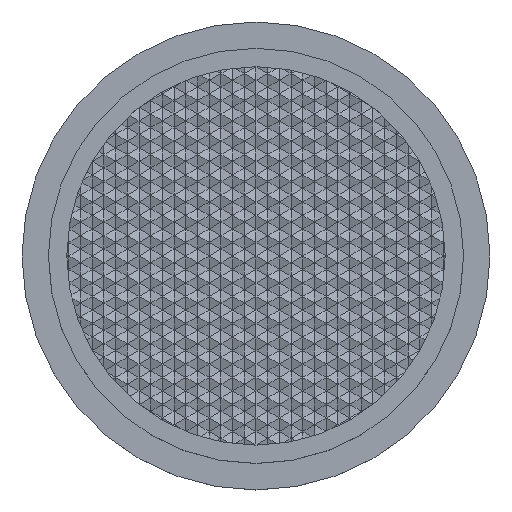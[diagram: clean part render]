
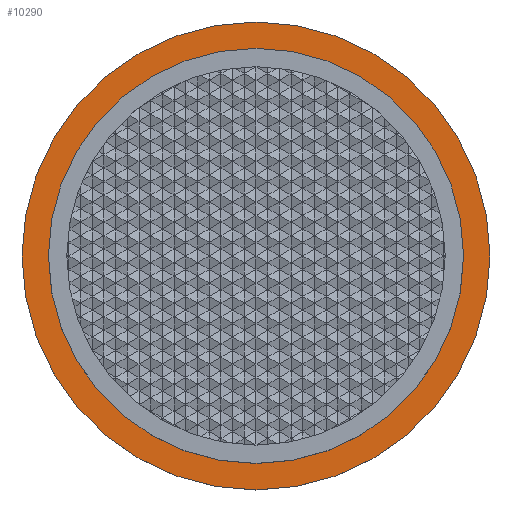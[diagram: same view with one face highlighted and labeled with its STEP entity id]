
A CAD part, top view. The second image highlights one B-rep face of the part: STEP entity #10290.
In plain terms, the highlighted planar face has unit normal (0, 0, 1).
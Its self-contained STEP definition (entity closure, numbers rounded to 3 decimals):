
#100=CARTESIAN_POINT('',(41.4,12.377,-4.8));
#110=VERTEX_POINT('',#100);
#290=CARTESIAN_POINT('',(41.4,-33.623,-4.8));
#300=VERTEX_POINT('',#290);
#330=CARTESIAN_POINT('',(41.4,-10.623,-4.8));
#340=DIRECTION('',(0.,0.,-1.));
#350=DIRECTION('',(0.,-1.,0.));
#360=AXIS2_PLACEMENT_3D('',#330,#340,#350);
#370=CIRCLE('',#360,23.);
#380=EDGE_CURVE('',#110,#300,#370,.T.);
#10040=CARTESIAN_POINT('',(41.4,10.027,-4.8));
#10050=DIRECTION('',(-0.,-0.,-1.));
#10060=DIRECTION('',(0.,-1.,0.));
#10070=AXIS2_PLACEMENT_3D('',#10040,#10050,#10060);
#10080=PLANE('',#10070);
#10090=CARTESIAN_POINT('',(41.4,-10.623,-4.8));
#10100=DIRECTION('',(0.,0.,1.));
#10110=DIRECTION('',(0.,1.,0.));
#10120=AXIS2_PLACEMENT_3D('',#10090,#10100,#10110);
#10130=CIRCLE('',#10120,20.4);
#10140=CARTESIAN_POINT('',(41.4,9.777,-4.8));
#10150=VERTEX_POINT('',#10140);
#10160=CARTESIAN_POINT('',(41.4,-31.023,-4.8));
#10170=VERTEX_POINT('',#10160);
#10180=EDGE_CURVE('',#10150,#10170,#10130,.T.);
#10190=ORIENTED_EDGE('',*,*,#10180,.F.);
#10200=EDGE_CURVE('',#10170,#10150,#10130,.T.);
#10210=ORIENTED_EDGE('',*,*,#10200,.F.);
#10220=EDGE_LOOP('',(#10210,#10190));
#10230=FACE_BOUND('',#10220,.T.);
#10240=EDGE_CURVE('',#300,#110,#370,.T.);
#10250=ORIENTED_EDGE('',*,*,#10240,.F.);
#10260=ORIENTED_EDGE('',*,*,#380,.F.);
#10270=EDGE_LOOP('',(#10260,#10250));
#10280=FACE_OUTER_BOUND('',#10270,.T.);
#10290=ADVANCED_FACE('',(#10230,#10280),#10080,.F.);
